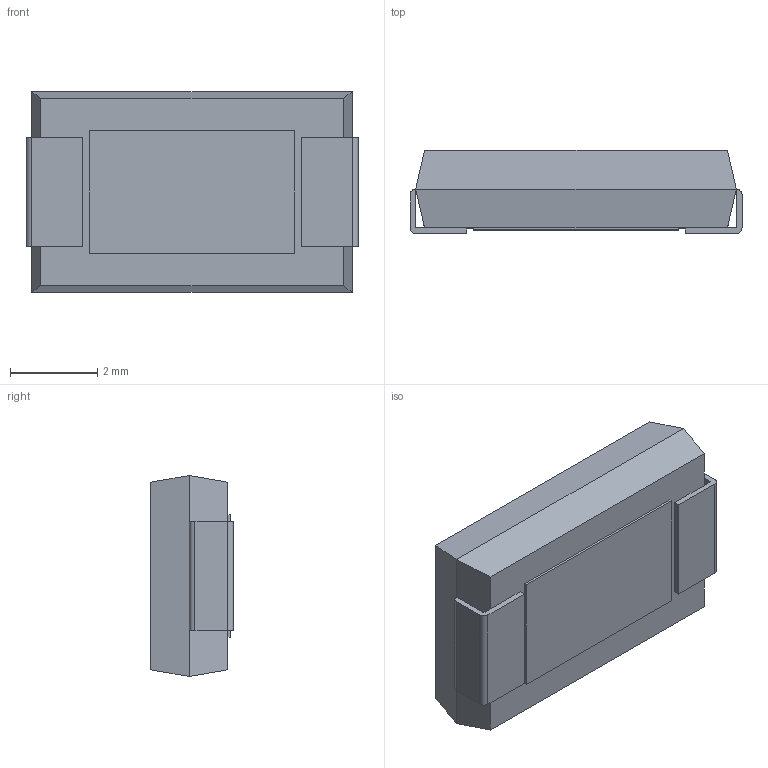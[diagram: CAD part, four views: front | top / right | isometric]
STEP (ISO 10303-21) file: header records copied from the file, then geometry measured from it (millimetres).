
FILE_DESCRIPTION (( 'STEP AP214' ), '1' );
FILE_NAME ('CTS_TCM2NOBNOKBOPT_7343_L7.6W4.6H1.9T0.13S1.3F2.5A3.6X0.05.STEP', '2019-11-12T18:33:22', ( '' ), ( '' ), 'SwSTEP 2.0', 'SolidWorks 2014', '' );
FILE_SCHEMA (( 'AUTOMOTIVE_DESIGN' ));
Length unit declared in the file: millimetre
Products named in the file (1): CTS_TCM2NOBNOKBOPT_7343_L7.6W4.6H1.9T0.13S1.3F2.5A3.6X0.05
Bounding box: 7.6 x 1.91 x 4.6 mm (x, y, z)
Volume: 58.2 mm3; surface area: 118.5 mm2
Topology: 4 solids, 4 shells, 90 faces, 235 edges, 154 vertices
Faces by surface type: plane 86, cylinder 4
Entity records: 3754 total; most frequent: CARTESIAN_POINT 480, ORIENTED_EDGE 470, DIRECTION 425, EDGE_CURVE 235, LINE 227, VECTOR 227, VERTEX_POINT 154, AXIS2_PLACEMENT_3D 99
